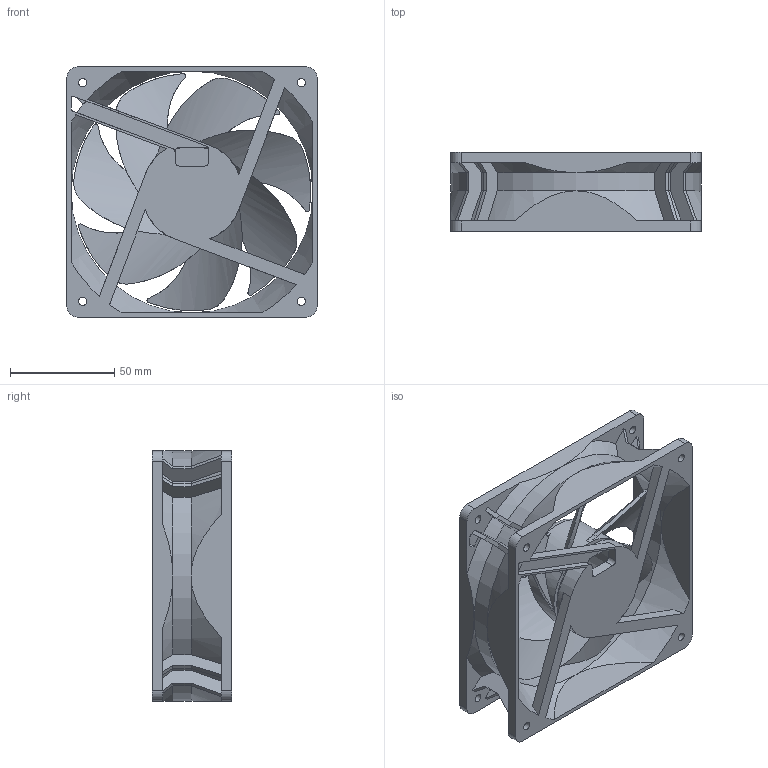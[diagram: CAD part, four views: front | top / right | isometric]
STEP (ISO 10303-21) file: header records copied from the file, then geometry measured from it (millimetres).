
FILE_DESCRIPTION(/* description */ (''),/* implementation_level */ '2;1');
FILE_NAME(/* name */ '120mm fan v4.step',/* time_stamp */ '2021-08-25T04:48:55+07:00',/* author */ (''),/* organization */ (''),/* preprocessor_version */ 'ST-DEVELOPER v18.1',/* originating_system */ 'Autodesk Translation Framework v10.10.0.1391',/* authorisation */ '');
FILE_SCHEMA (('AUTOMOTIVE_DESIGN { 1 0 10303 214 3 1 1 }'));
Length unit declared in the file: millimetre
Products named in the file (1): 120mm fan
Bounding box: 120 x 38 x 120 mm (x, y, z)
Volume: 88869.1 mm3; surface area: 82946.2 mm2
Topology: 2 solids, 2 shells, 290 faces, 805 edges, 486 vertices
Faces by surface type: plane 152, cylinder 105, cone 32, torus 1
Full cylindrical faces by diameter (mm): 4 x8, 44 x1, 48 x2, 116 x1
Entity records: 10260 total; most frequent: CARTESIAN_POINT 2990, ORIENTED_EDGE 1610, DIRECTION 1399, EDGE_CURVE 805, VERTEX_POINT 486, LINE 481, VECTOR 481, AXIS2_PLACEMENT_3D 459
